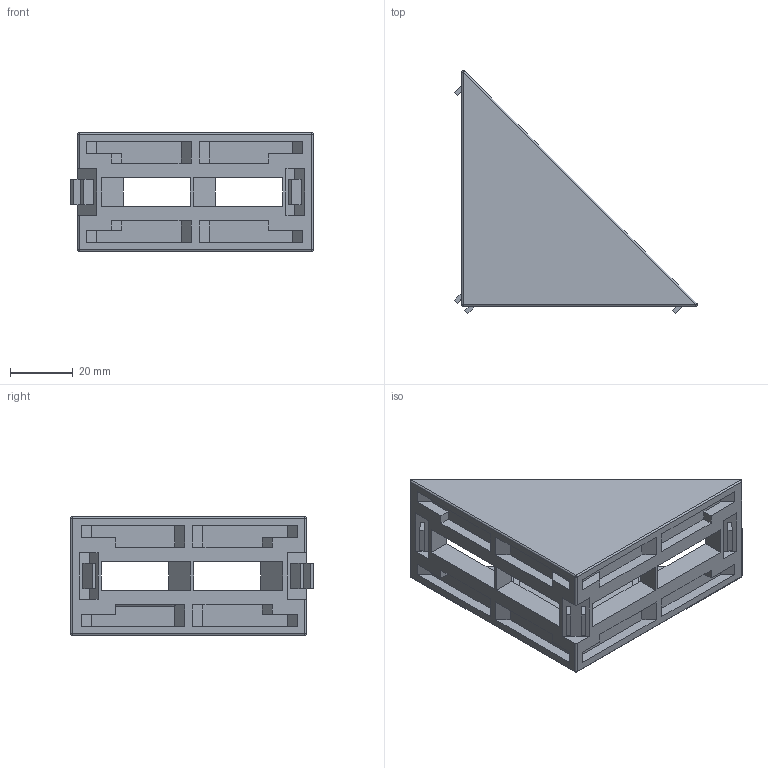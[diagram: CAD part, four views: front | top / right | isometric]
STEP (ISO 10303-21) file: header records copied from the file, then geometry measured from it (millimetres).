
FILE_DESCRIPTION(/* description */ ('Fixační úhelník'),/* implementation_level */ '2;1');
FILE_NAME(/* name */ '303876.stp',/* time_stamp */ '2022-10-07T09:08:35+02:00',/* author */ ('aluteckkpl_am'),/* organization */ (''),/* preprocessor_version */ 'ST-DEVELOPER v18.1',/* originating_system */ 'Autodesk Inventor 2021',/* authorisation */ '');
FILE_SCHEMA (('CONFIG_CONTROL_DESIGN'));
Length unit declared in the file: millimetre
Products named in the file (1): 303876
Bounding box: 77.6 x 77.6 x 38 mm (x, y, z)
Volume: 41385.4 mm3; surface area: 23025.9 mm2
Topology: 1 solids, 1 shells, 181 faces, 470 edges, 300 vertices
Faces by surface type: plane 140, cylinder 31, sphere 6, bspline 4
Entity records: 5539 total; most frequent: CARTESIAN_POINT 1042, ORIENTED_EDGE 928, DIRECTION 884, EDGE_CURVE 464, LINE 400, VECTOR 400, VERTEX_POINT 300, AXIS2_PLACEMENT_3D 242
